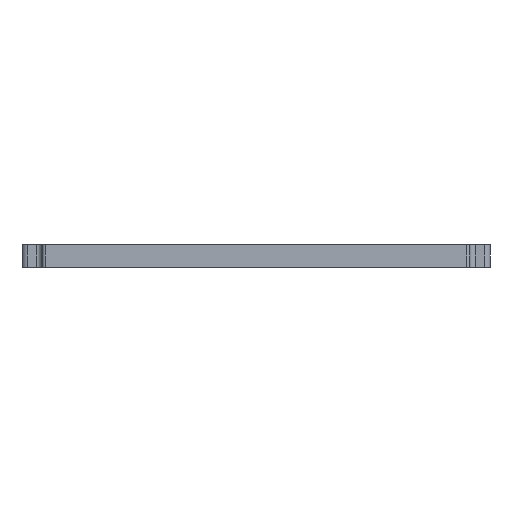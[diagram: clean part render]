
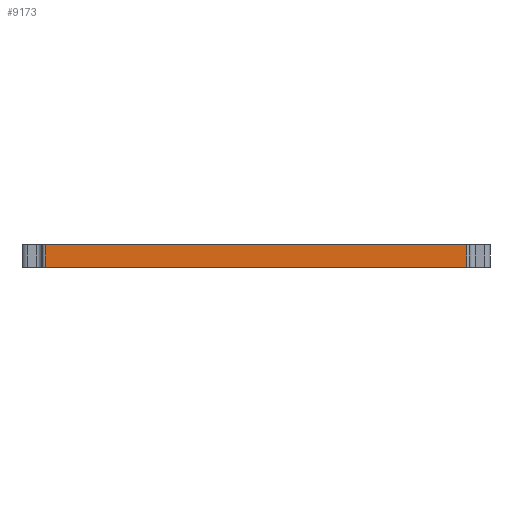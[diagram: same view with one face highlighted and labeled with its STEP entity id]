
A CAD part, left-side view. The second image highlights one B-rep face of the part: STEP entity #9173.
In plain terms, the highlighted planar face has unit normal (-1, 0, 0).
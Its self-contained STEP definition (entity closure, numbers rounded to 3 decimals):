
#100=PLANE('',#9912);
#456=FACE_OUTER_BOUND('',#966,.T.);
#966=EDGE_LOOP('',(#7170,#7171,#7172,#7173));
#1400=LINE('',#13070,#2508);
#1684=LINE('',#13894,#2792);
#1872=LINE('',#14482,#2980);
#1873=LINE('',#14484,#2981);
#2508=VECTOR('',#10428,10.);
#2792=VECTOR('',#10972,10.);
#2980=VECTOR('',#11514,10.);
#2981=VECTOR('',#11517,10.);
#3925=VERTEX_POINT('',#13067);
#3926=VERTEX_POINT('',#13069);
#4335=VERTEX_POINT('',#13891);
#4336=VERTEX_POINT('',#13893);
#4855=EDGE_CURVE('',#3925,#3926,#1400,.T.);
#5267=EDGE_CURVE('',#4335,#4336,#1684,.T.);
#5564=EDGE_CURVE('',#4336,#3925,#1872,.T.);
#5565=EDGE_CURVE('',#3926,#4335,#1873,.T.);
#7170=ORIENTED_EDGE('',*,*,#5564,.F.);
#7171=ORIENTED_EDGE('',*,*,#5267,.F.);
#7172=ORIENTED_EDGE('',*,*,#5565,.F.);
#7173=ORIENTED_EDGE('',*,*,#4855,.F.);
#9173=ADVANCED_FACE('',(#456),#100,.T.);
#9912=AXIS2_PLACEMENT_3D('',#14483,#11515,#11516);
#10428=DIRECTION('',(0.,1.,0.));
#10972=DIRECTION('',(0.,-1.,0.));
#11514=DIRECTION('',(0.,0.,-1.));
#11515=DIRECTION('center_axis',(-1.,0.,0.));
#11516=DIRECTION('ref_axis',(0.,-1.,0.));
#11517=DIRECTION('',(0.,0.,1.));
#13067=CARTESIAN_POINT('',(0.,-75.7,-2.5));
#13069=CARTESIAN_POINT('',(0.,-0.5,-2.5));
#13070=CARTESIAN_POINT('',(0.,-76.2,-2.5));
#13891=CARTESIAN_POINT('',(0.,-0.5,1.5));
#13893=CARTESIAN_POINT('',(0.,-75.7,1.5));
#13894=CARTESIAN_POINT('',(0.,0.,1.5));
#14482=CARTESIAN_POINT('',(0.,-75.7,0.));
#14483=CARTESIAN_POINT('Origin',(0.,0.,0.));
#14484=CARTESIAN_POINT('',(0.,-0.5,0.));
